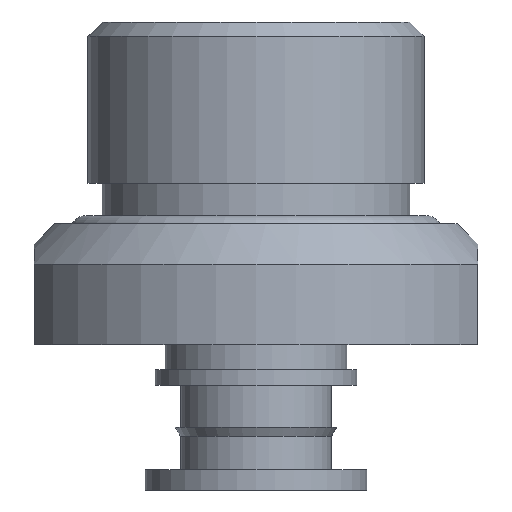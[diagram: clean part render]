
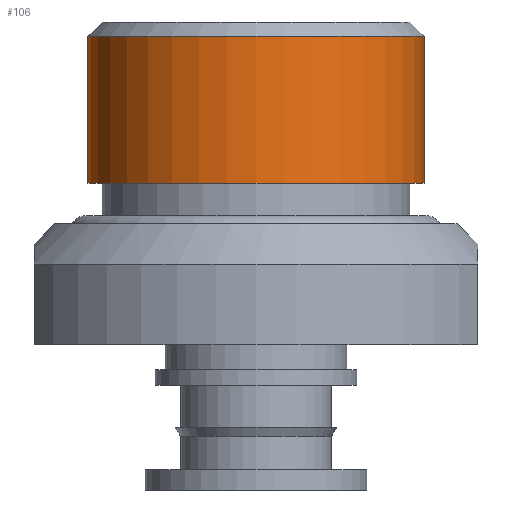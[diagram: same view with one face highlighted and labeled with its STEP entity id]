
A CAD part, front view. The second image highlights one B-rep face of the part: STEP entity #106.
In plain terms, the highlighted cylindrical face has radius 8.33 mm (diameter 16.66 mm), a full revolution.
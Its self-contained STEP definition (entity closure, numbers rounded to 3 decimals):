
#106=ADVANCED_FACE('',(#543,#544),#557,.T.);
#529=EDGE_CURVE('',#535,#535,#530,.T.);
#530=CIRCLE('',#531,8.33);
#531=AXIS2_PLACEMENT_3D('',#532,#533,#534);
#532=CARTESIAN_POINT('',(0.,0.,22.495));
#533=DIRECTION('',(0.,0.,1.));
#534=DIRECTION('',(1.,0.,0.));
#535=VERTEX_POINT('',#536);
#536=CARTESIAN_POINT('',(8.33,0.,22.495));
#543=FACE_OUTER_BOUND('',#545,.T.);
#544=FACE_BOUND('',#546,.T.);
#545=EDGE_LOOP('',(#547));
#546=EDGE_LOOP('',(#556));
#547=ORIENTED_EDGE('',*,*,#548,.T.);
#548=EDGE_CURVE('',#554,#554,#549,.T.);
#549=CIRCLE('',#550,8.33);
#550=AXIS2_PLACEMENT_3D('',#551,#552,#553);
#551=CARTESIAN_POINT('',(0.,0.,15.2));
#552=DIRECTION('',(0.,0.,1.));
#553=DIRECTION('',(1.,0.,0.));
#554=VERTEX_POINT('',#555);
#555=CARTESIAN_POINT('',(8.33,0.,15.2));
#556=ORIENTED_EDGE('',*,*,#529,.F.);
#557=CYLINDRICAL_SURFACE('',#558,8.33);
#558=AXIS2_PLACEMENT_3D('',#559,#560,#561);
#559=CARTESIAN_POINT('',(0.,0.,4.5));
#560=DIRECTION('',(0.,0.,1.));
#561=DIRECTION('',(1.,0.,0.));
